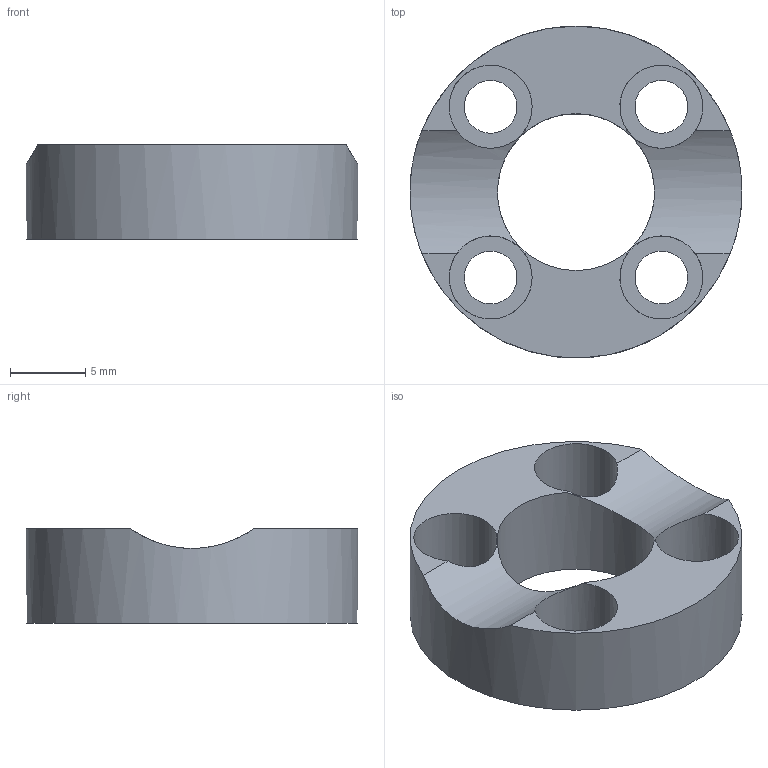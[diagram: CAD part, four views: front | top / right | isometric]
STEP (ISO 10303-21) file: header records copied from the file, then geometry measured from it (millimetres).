
FILE_DESCRIPTION(/* description */ (''),/* implementation_level */ '2;1');
FILE_NAME(/* name */ 'interface.step',/* time_stamp */ '2021-03-14T07:55:31-04:00',/* author */ (''),/* organization */ (''),/* preprocessor_version */ 'ST-DEVELOPER v18.1',/* originating_system */ 'Autodesk Translation Framework v9.10.0.1330',/* authorisation */ '');
FILE_SCHEMA (('AUTOMOTIVE_DESIGN { 1 0 10303 214 3 1 1 }'));
Length unit declared in the file: millimetre
Products named in the file (1): interface
Bounding box: 21.99 x 21.99 x 6.25 mm (x, y, z)
Volume: 1282 mm3; surface area: 1495.9 mm2
Topology: 1 solids, 1 shells, 19 faces, 54 edges, 36 vertices
Faces by surface type: cylinder 12, plane 7
Full cylindrical faces by diameter (mm): 3.5 x4, 5.5 x4, 10.4 x1, 22 x1
Entity records: 790 total; most frequent: CARTESIAN_POINT 223, DIRECTION 112, ORIENTED_EDGE 108, EDGE_CURVE 54, AXIS2_PLACEMENT_3D 47, VERTEX_POINT 36, EDGE_LOOP 28, CIRCLE 27
